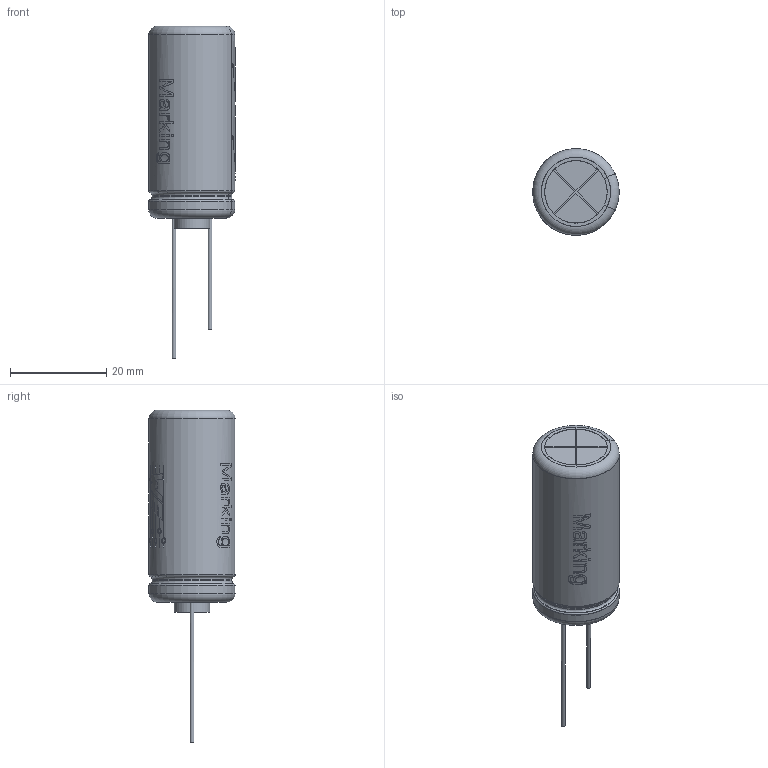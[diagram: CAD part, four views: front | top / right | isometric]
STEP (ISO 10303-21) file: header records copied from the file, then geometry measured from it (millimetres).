
FILE_DESCRIPTION(/* description */ ('Unknown','CAx-IF Rec.Pracs.---Representation and Presentation of Product Manufacturing Information (PMI)---4.0---2014-10-13','CAx-IF Rec.Pracs.---3D Tessellated Geometry---0.4---2014-09-14','2;1'),/* implementation_level */ '2;1');
FILE_NAME(/* name */ 'CP_Wurth_WCAP-STSC-P7.5D18L40',/* time_stamp */ '2025-01-09T15:27:53+08:00',/* author */ ('Unknown'),/* organization */ ('Unknown'),/* preprocessor_version */ 'ST-DEVELOPER v16.7',/* originating_system */ 'Solid Edge',/* authorisation */ 'Unknown');
FILE_SCHEMA (('AP242_MANAGED_MODEL_BASED_3D_ENGINEERING_MIM_LF { 1 0 10303 442 1 1 4 }'));
Length unit declared in the file: metre
Products named in the file (2): CP_Wurth_WCAP-STSC-P7.5D18L40
Assembly tree (1 placements, depth 2):
  CP_Wurth_WCAP-STSC-P7.5D18L40
    CP_Wurth_WCAP-STSC-P7.5D18L40
Bounding box: 17.96 x 17.96 x 69.1 mm (x, y, z)
Volume: 10101.6 mm3; surface area: 8071.1 mm2
Topology: 2 solids, 3 shells, 510 faces, 1302 edges, 863 vertices
Faces by surface type: plane 305, cylinder 95, bspline 86, torus 24
Full cylindrical faces by diameter (mm): 0.8 x2, 10 x1, 10.5 x1, 12 x1, 12.5 x1, 13 x2, 14.418 x2, 16.435 x1, 16.455 x1, 17.78 x2, 17.8 x2
Entity records: 26439 total; most frequent: CARTESIAN_POINT 10924, ORIENTED_EDGE 2518, DIRECTION 2286, EDGE_CURVE 1259, VERTEX_POINT 857, AXIS2_PLACEMENT_3D 809, LINE 668, VECTOR 668
